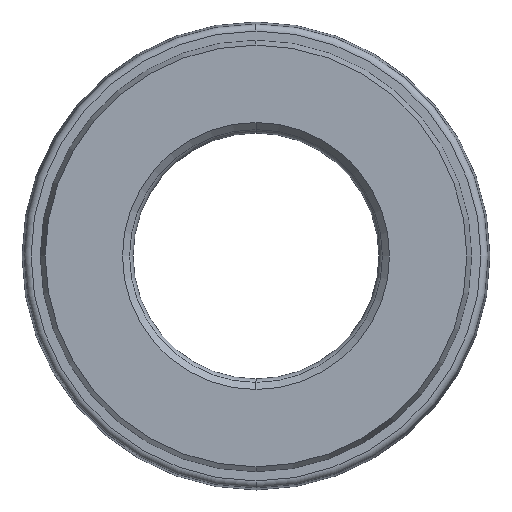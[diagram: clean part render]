
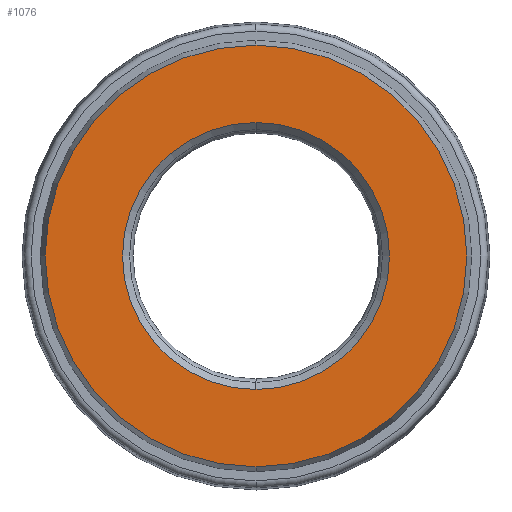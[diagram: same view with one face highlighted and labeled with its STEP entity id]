
A CAD part, left-side view. The second image highlights one B-rep face of the part: STEP entity #1076.
In plain terms, the highlighted planar face has unit normal (-1, 0, 0).
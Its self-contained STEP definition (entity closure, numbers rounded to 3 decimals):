
#13 = CARTESIAN_POINT ( 'NONE',  ( 0., 0., 0. ) ) ;
#18 = DIRECTION ( 'NONE',  ( -1., 0., 0. ) ) ;
#19 = DIRECTION ( 'NONE',  ( 0., 0., 1. ) ) ;
#187 = DIRECTION ( 'NONE',  ( 1., 0., 0. ) ) ;
#192 = CARTESIAN_POINT ( 'NONE',  ( 0., 0., 0. ) ) ;
#193 = DIRECTION ( 'NONE',  ( 0., 0., -1. ) ) ;
#199 = DIRECTION ( 'NONE',  ( 1., 0., 0. ) ) ;
#212 = DIRECTION ( 'NONE',  ( 0., 0., -1. ) ) ;
#216 = CARTESIAN_POINT ( 'NONE',  ( 0., 0., 0. ) ) ;
#232 = CARTESIAN_POINT ( 'NONE',  ( 0., 0., 9.5 ) ) ;
#248 = CARTESIAN_POINT ( 'NONE',  ( 0., 0., -15. ) ) ;
#253 = CARTESIAN_POINT ( 'NONE',  ( 0., 0., -9.5 ) ) ;
#264 = CARTESIAN_POINT ( 'NONE',  ( 0., 0., 15. ) ) ;
#300 = PLANE ( 'NONE',  #467 ) ;
#303 = DIRECTION ( 'NONE',  ( 1., 0., 0. ) ) ;
#306 = DIRECTION ( 'NONE',  ( 0., 0., -1. ) ) ;
#316 = CARTESIAN_POINT ( 'NONE',  ( 0., 9., 0. ) ) ;
#392 = CARTESIAN_POINT ( 'NONE',  ( 0., 0., 0. ) ) ;
#393 = DIRECTION ( 'NONE',  ( 0., 0., 1. ) ) ;
#394 = DIRECTION ( 'NONE',  ( -1., 0., 0. ) ) ;
#417 = AXIS2_PLACEMENT_3D ( 'NONE', #192, #199, #193 ) ;
#440 = AXIS2_PLACEMENT_3D ( 'NONE', #216, #187, #212 ) ;
#447 = EDGE_CURVE ( 'NONE', #978, #965, #659, .T. ) ;
#451 = EDGE_CURVE ( 'NONE', #965, #978, #679, .T. ) ;
#467 = AXIS2_PLACEMENT_3D ( 'NONE', #316, #303, #306 ) ;
#475 = AXIS2_PLACEMENT_3D ( 'NONE', #13, #18, #19 ) ;
#495 = AXIS2_PLACEMENT_3D ( 'NONE', #392, #394, #393 ) ;
#642 = FACE_OUTER_BOUND ( 'NONE', #885, .T. ) ;
#656 = FACE_BOUND ( 'NONE', #894, .T. ) ;
#659 = CIRCLE ( 'NONE', #440, 9.5 ) ;
#679 = CIRCLE ( 'NONE', #417, 9.5 ) ;
#733 = CIRCLE ( 'NONE', #475, 15. ) ;
#738 = CIRCLE ( 'NONE', #495, 15. ) ;
#839 = EDGE_CURVE ( 'NONE', #968, #914, #733, .T. ) ;
#885 = EDGE_LOOP ( 'NONE', ( #1047, #997 ) ) ;
#894 = EDGE_LOOP ( 'NONE', ( #1003, #1018 ) ) ;
#914 = VERTEX_POINT ( 'NONE', #248 ) ;
#965 = VERTEX_POINT ( 'NONE', #232 ) ;
#968 = VERTEX_POINT ( 'NONE', #264 ) ;
#978 = VERTEX_POINT ( 'NONE', #253 ) ;
#997 = ORIENTED_EDGE ( 'NONE', *, *, #839, .T. ) ;
#1003 = ORIENTED_EDGE ( 'NONE', *, *, #451, .T. ) ;
#1018 = ORIENTED_EDGE ( 'NONE', *, *, #447, .T. ) ;
#1047 = ORIENTED_EDGE ( 'NONE', *, *, #1119, .T. ) ;
#1076 = ADVANCED_FACE ( 'NONE', ( #656, #642 ), #300, .F. ) ;
#1119 = EDGE_CURVE ( 'NONE', #914, #968, #738, .T. ) ;
